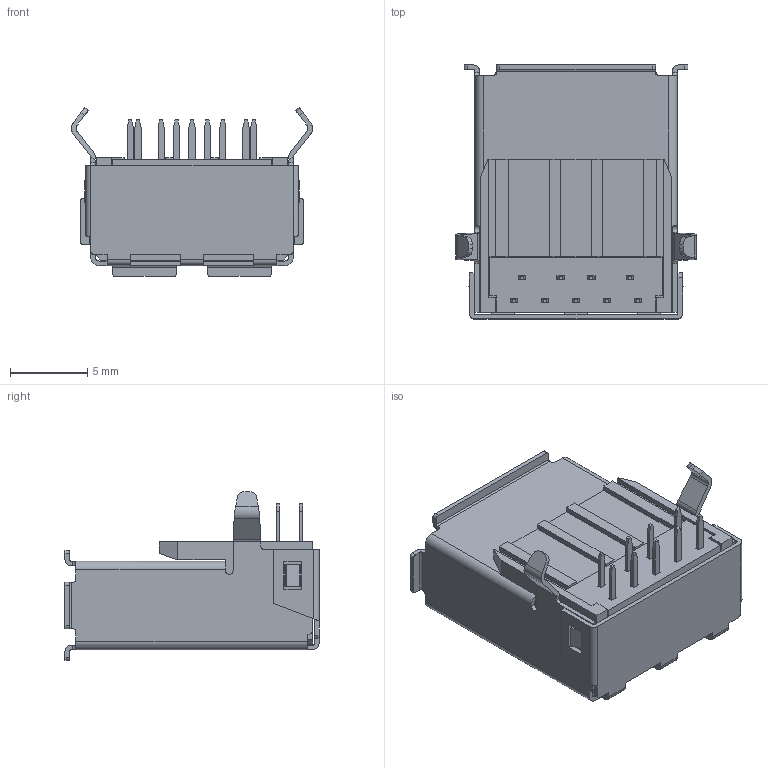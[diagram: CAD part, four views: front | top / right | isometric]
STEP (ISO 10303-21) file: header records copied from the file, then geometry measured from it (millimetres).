
FILE_DESCRIPTION((''),'2;1');
FILE_NAME('USBA010-A-F09S1AY','2019-03-20T',('Administrator'),(''),'PRO/ENGINEER BY PARAMETRIC TECHNOLOGY CORPORATION, 2012090','PRO/ENGINEER BY PARAMETRIC TECHNOLOGY CORPORATION, 2012090','');
FILE_SCHEMA(('CONFIG_CONTROL_DESIGN'));
Length unit declared in the file: millimetre
Products named in the file (1): USBA010-A-F09S1AY
Bounding box: 15.6 x 16.45 x 10.94 mm (x, y, z)
Volume: 892.2 mm3; surface area: 2148.3 mm2
Topology: 1 solids, 1 shells, 350 faces, 989 edges, 656 vertices
Faces by surface type: plane 274, cylinder 76
Entity records: 11303 total; most frequent: CARTESIAN_POINT 2087, ORIENTED_EDGE 1978, DIRECTION 1797, EDGE_CURVE 989, VECTOR 825, LINE 825, VERTEX_POINT 656, AXIS2_PLACEMENT_3D 486
